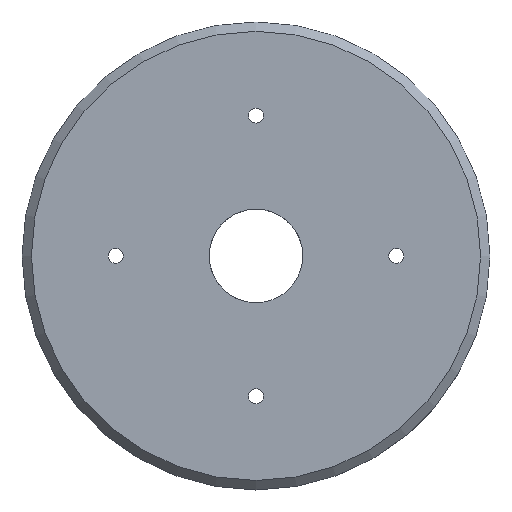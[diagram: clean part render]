
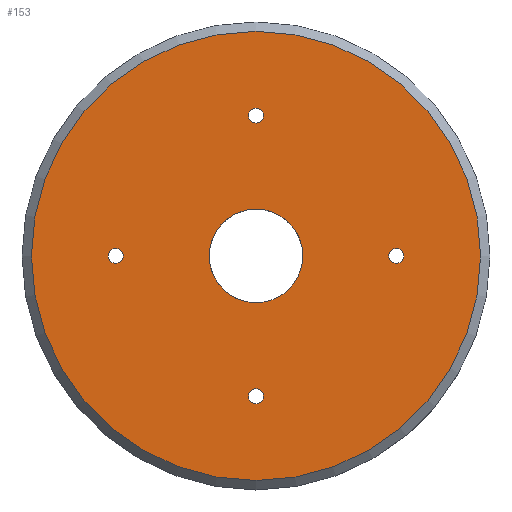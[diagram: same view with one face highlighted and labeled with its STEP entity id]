
A CAD part, top view. The second image highlights one B-rep face of the part: STEP entity #153.
In plain terms, the highlighted planar face has unit normal (0, 0, 1).
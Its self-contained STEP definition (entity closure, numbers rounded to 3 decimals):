
#104=PLANE('',#430);
#153=ADVANCED_FACE('',(#187,#188,#189,#190,#191,#192),#104,.T.);
#187=FACE_BOUND('',#220,.T.);
#188=FACE_BOUND('',#221,.T.);
#189=FACE_BOUND('',#222,.T.);
#190=FACE_BOUND('',#223,.T.);
#191=FACE_BOUND('',#224,.T.);
#192=FACE_BOUND('',#225,.T.);
#220=EDGE_LOOP('',(#264));
#221=EDGE_LOOP('',(#265));
#222=EDGE_LOOP('',(#266));
#223=EDGE_LOOP('',(#267));
#224=EDGE_LOOP('',(#268));
#225=EDGE_LOOP('',(#269));
#264=ORIENTED_EDGE('',*,*,#369,.T.);
#265=ORIENTED_EDGE('',*,*,#370,.F.);
#266=ORIENTED_EDGE('',*,*,#367,.F.);
#267=ORIENTED_EDGE('',*,*,#365,.F.);
#268=ORIENTED_EDGE('',*,*,#363,.F.);
#269=ORIENTED_EDGE('',*,*,#361,.F.);
#331=VERTEX_POINT('',#623);
#333=VERTEX_POINT('',#628);
#335=VERTEX_POINT('',#633);
#337=VERTEX_POINT('',#638);
#339=VERTEX_POINT('',#643);
#340=VERTEX_POINT('',#645);
#361=EDGE_CURVE('',#331,#331,#393,.T.);
#363=EDGE_CURVE('',#333,#333,#395,.T.);
#365=EDGE_CURVE('',#335,#335,#397,.T.);
#367=EDGE_CURVE('',#337,#337,#399,.T.);
#369=EDGE_CURVE('',#339,#339,#401,.T.);
#370=EDGE_CURVE('',#340,#340,#402,.T.);
#393=CIRCLE('',#416,1.6);
#395=CIRCLE('',#419,1.6);
#397=CIRCLE('',#422,1.6);
#399=CIRCLE('',#425,1.6);
#401=CIRCLE('',#428,48.);
#402=CIRCLE('',#429,10.);
#416=AXIS2_PLACEMENT_3D('',#622,#468,#469);
#419=AXIS2_PLACEMENT_3D('',#627,#474,#475);
#422=AXIS2_PLACEMENT_3D('',#632,#480,#481);
#425=AXIS2_PLACEMENT_3D('',#637,#486,#487);
#428=AXIS2_PLACEMENT_3D('',#642,#492,#493);
#429=AXIS2_PLACEMENT_3D('',#644,#494,#495);
#430=AXIS2_PLACEMENT_3D('',#646,#496,#497);
#468=DIRECTION('',(0.,0.,1.));
#469=DIRECTION('',(1.,0.,0.));
#474=DIRECTION('',(0.,0.,1.));
#475=DIRECTION('',(1.,0.,0.));
#480=DIRECTION('',(0.,0.,1.));
#481=DIRECTION('',(1.,0.,0.));
#486=DIRECTION('',(0.,0.,1.));
#487=DIRECTION('',(1.,0.,0.));
#492=DIRECTION('',(0.,0.,1.));
#493=DIRECTION('',(1.,0.,0.));
#494=DIRECTION('',(0.,0.,1.));
#495=DIRECTION('',(1.,0.,0.));
#496=DIRECTION('',(0.,0.,1.));
#497=DIRECTION('',(1.,0.,0.));
#622=CARTESIAN_POINT('',(30.,0.,15.));
#623=CARTESIAN_POINT('',(31.6,0.,15.));
#627=CARTESIAN_POINT('',(0.,30.,15.));
#628=CARTESIAN_POINT('',(1.6,30.,15.));
#632=CARTESIAN_POINT('',(-30.,0.,15.));
#633=CARTESIAN_POINT('',(-28.4,0.,15.));
#637=CARTESIAN_POINT('',(0.,-30.,15.));
#638=CARTESIAN_POINT('',(1.6,-30.,15.));
#642=CARTESIAN_POINT('',(0.,0.,15.));
#643=CARTESIAN_POINT('',(48.,0.,15.));
#644=CARTESIAN_POINT('',(0.,0.,15.));
#645=CARTESIAN_POINT('',(10.,0.,15.));
#646=CARTESIAN_POINT('',(0.,0.,15.));
